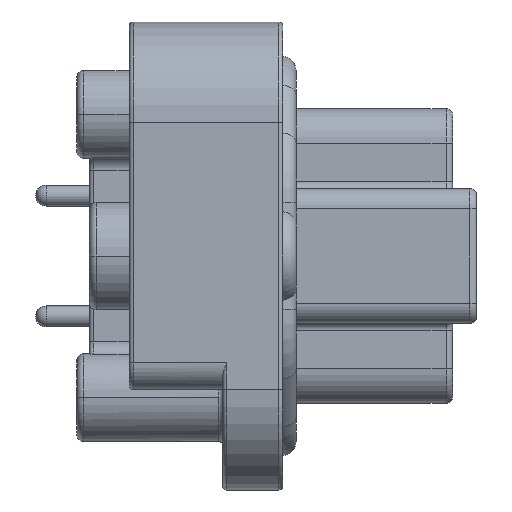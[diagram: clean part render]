
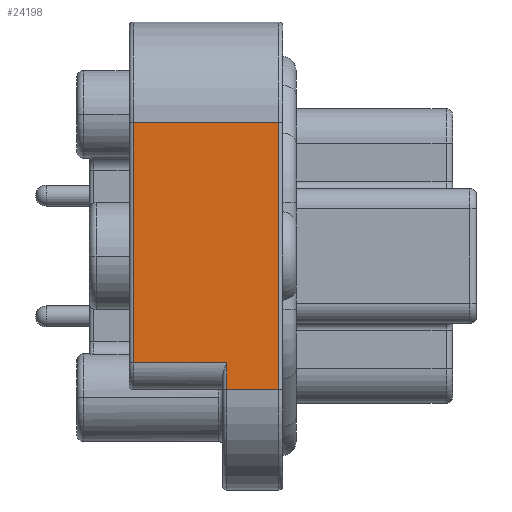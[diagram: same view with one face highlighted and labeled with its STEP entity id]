
A CAD part, left-side view. The second image highlights one B-rep face of the part: STEP entity #24198.
In plain terms, the highlighted planar face has unit normal (-1, 0, 0).
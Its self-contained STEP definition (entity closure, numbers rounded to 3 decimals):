
#8167=DIRECTION('',(0.,1.,0.));
#8168=VECTOR('',#8167,10.96);
#8169=CARTESIAN_POINT('',(-29.6,19.59,10.025));
#8170=LINE('',#8169,#8168);
#8176=DIRECTION('',(0.,0.,-1.));
#8177=VECTOR('',#8176,20.05);
#8178=CARTESIAN_POINT('',(-29.6,19.59,10.025));
#8179=LINE('',#8178,#8177);
#8180=DIRECTION('',(0.,1.,0.));
#8181=VECTOR('',#8180,3.92);
#8182=CARTESIAN_POINT('',(-29.6,19.59,-10.025));
#8183=LINE('',#8182,#8181);
#8184=DIRECTION('',(0.,0.,-1.));
#8185=VECTOR('',#8184,1.97);
#8186=CARTESIAN_POINT('',(-29.6,23.51,-8.055));
#8187=LINE('',#8186,#8185);
#8188=DIRECTION('',(0.,0.,-1.));
#8189=VECTOR('',#8188,18.08);
#8190=CARTESIAN_POINT('',(-29.6,30.55,10.025));
#8191=LINE('',#8190,#8189);
#8375=DIRECTION('',(0.,-1.,0.));
#8376=VECTOR('',#8375,7.04);
#8377=CARTESIAN_POINT('',(-29.6,30.55,-8.055));
#8378=LINE('',#8377,#8376);
#10747=CARTESIAN_POINT('',(-29.6,19.59,10.025));
#10748=CARTESIAN_POINT('',(-29.6,19.59,-10.025));
#10749=VERTEX_POINT('',#10747);
#10750=VERTEX_POINT('',#10748);
#10789=CARTESIAN_POINT('',(-29.6,30.55,10.025));
#10790=VERTEX_POINT('',#10789);
#12142=CARTESIAN_POINT('',(-29.6,30.55,-8.055));
#12144=VERTEX_POINT('',#12142);
#12242=CARTESIAN_POINT('',(-29.6,23.51,-10.025));
#12243=VERTEX_POINT('',#12242);
#12246=CARTESIAN_POINT('',(-29.6,23.51,-8.055));
#12247=VERTEX_POINT('',#12246);
#24181=CARTESIAN_POINT('',(-29.6,19.29,-10.025));
#24182=DIRECTION('',(-1.,0.,0.));
#24183=DIRECTION('',(0.,0.,1.));
#24184=AXIS2_PLACEMENT_3D('',#24181,#24182,#24183);
#24185=PLANE('',#24184);
#24187=ORIENTED_EDGE('',*,*,#24186,.F.);
#24188=ORIENTED_EDGE('',*,*,#24172,.F.);
#24189=ORIENTED_EDGE('',*,*,#24062,.T.);
#24191=ORIENTED_EDGE('',*,*,#24190,.T.);
#24193=ORIENTED_EDGE('',*,*,#24192,.F.);
#24195=ORIENTED_EDGE('',*,*,#24194,.F.);
#24196=EDGE_LOOP('',(#24187,#24188,#24189,#24191,#24193,#24195));
#24197=FACE_OUTER_BOUND('',#24196,.F.);
#24062=EDGE_CURVE('',#10749,#10750,#8179,.T.);
#24172=EDGE_CURVE('',#10749,#10790,#8170,.T.);
#24186=EDGE_CURVE('',#10790,#12144,#8191,.T.);
#24190=EDGE_CURVE('',#10750,#12243,#8183,.T.);
#24192=EDGE_CURVE('',#12247,#12243,#8187,.T.);
#24194=EDGE_CURVE('',#12144,#12247,#8378,.T.);
#24198=ADVANCED_FACE('',(#24197),#24185,.T.);
